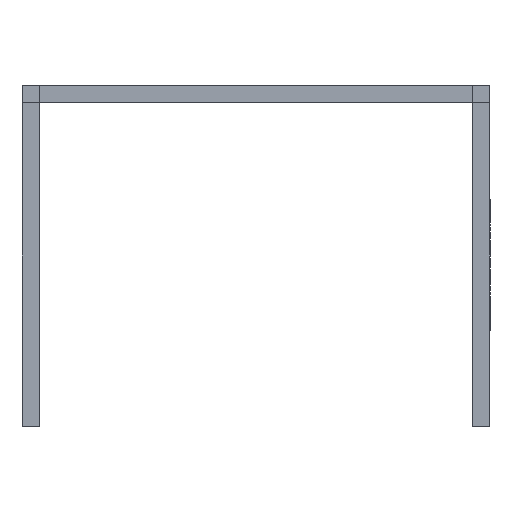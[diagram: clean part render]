
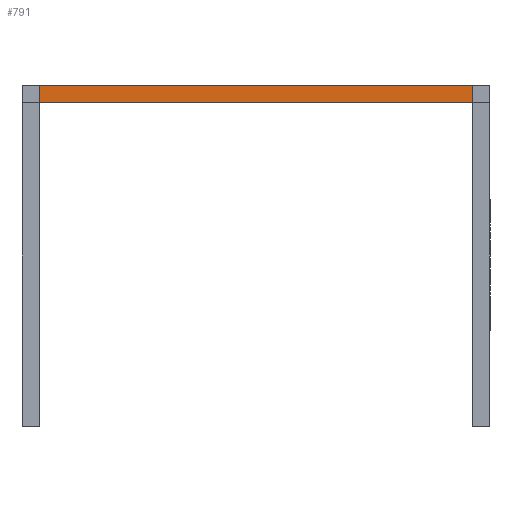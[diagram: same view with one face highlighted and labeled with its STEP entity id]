
A CAD part, front view. The second image highlights one B-rep face of the part: STEP entity #791.
In plain terms, the highlighted planar face has unit normal (0, -1, 0).
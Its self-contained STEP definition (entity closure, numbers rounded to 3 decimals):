
#364 = ORIENTED_EDGE ( 'NONE', *, *, #4232, .F. ) ;
#791 = ADVANCED_FACE ( 'NONE', ( #992 ), #4079, .T. ) ;
#823 = CARTESIAN_POINT ( 'NONE',  ( -25.5, -400., -2. ) ) ;
#992 = FACE_OUTER_BOUND ( 'NONE', #2218, .T. ) ;
#1175 = DIRECTION ( 'NONE',  ( 0., 0., 1. ) ) ;
#1420 = EDGE_CURVE ( 'NONE', #3911, #2046, #4479, .T. ) ;
#1542 = LINE ( 'NONE', #4739, #2616 ) ;
#1549 = CARTESIAN_POINT ( 'NONE',  ( -25.5, -400., -2. ) ) ;
#2006 = VECTOR ( 'NONE', #3289, 1000. ) ;
#2046 = VERTEX_POINT ( 'NONE', #2680 ) ;
#2218 = EDGE_LOOP ( 'NONE', ( #2896, #364, #3816, #3787 ) ) ;
#2224 = DIRECTION ( 'NONE',  ( 0., -1., 0. ) ) ;
#2287 = VERTEX_POINT ( 'NONE', #2432 ) ;
#2346 = EDGE_CURVE ( 'NONE', #3911, #5082, #2981, .T. ) ;
#2432 = CARTESIAN_POINT ( 'NONE',  ( 25.5, -400., 0. ) ) ;
#2616 = VECTOR ( 'NONE', #3366, 1000. ) ;
#2680 = CARTESIAN_POINT ( 'NONE',  ( 25.5, -400., -2. ) ) ;
#2798 = CARTESIAN_POINT ( 'NONE',  ( -27.5, -400., -2. ) ) ;
#2896 = ORIENTED_EDGE ( 'NONE', *, *, #2974, .T. ) ;
#2974 = EDGE_CURVE ( 'NONE', #2046, #2287, #4864, .T. ) ;
#2981 = LINE ( 'NONE', #1549, #4230 ) ;
#3289 = DIRECTION ( 'NONE',  ( 1., 0., 0. ) ) ;
#3348 = VECTOR ( 'NONE', #1175, 1000. ) ;
#3366 = DIRECTION ( 'NONE',  ( 1., 0., 0. ) ) ;
#3399 = DIRECTION ( 'NONE',  ( 0., 0., 1. ) ) ;
#3507 = CARTESIAN_POINT ( 'NONE',  ( 25.5, -400., -2. ) ) ;
#3787 = ORIENTED_EDGE ( 'NONE', *, *, #1420, .T. ) ;
#3816 = ORIENTED_EDGE ( 'NONE', *, *, #2346, .F. ) ;
#3911 = VERTEX_POINT ( 'NONE', #4629 ) ;
#4079 = PLANE ( 'NONE',  #5971 ) ;
#4230 = VECTOR ( 'NONE', #3399, 1000. ) ;
#4232 = EDGE_CURVE ( 'NONE', #5082, #2287, #1542, .T. ) ;
#4479 = LINE ( 'NONE', #2798, #2006 ) ;
#4629 = CARTESIAN_POINT ( 'NONE',  ( -25.5, -400., -2. ) ) ;
#4739 = CARTESIAN_POINT ( 'NONE',  ( -27.5, -400., 0. ) ) ;
#4864 = LINE ( 'NONE', #3507, #3348 ) ;
#5082 = VERTEX_POINT ( 'NONE', #5661 ) ;
#5460 = DIRECTION ( 'NONE',  ( 0., 0., -1. ) ) ;
#5661 = CARTESIAN_POINT ( 'NONE',  ( -25.5, -400., 0. ) ) ;
#5971 = AXIS2_PLACEMENT_3D ( 'NONE', #823, #2224, #5460 ) ;
